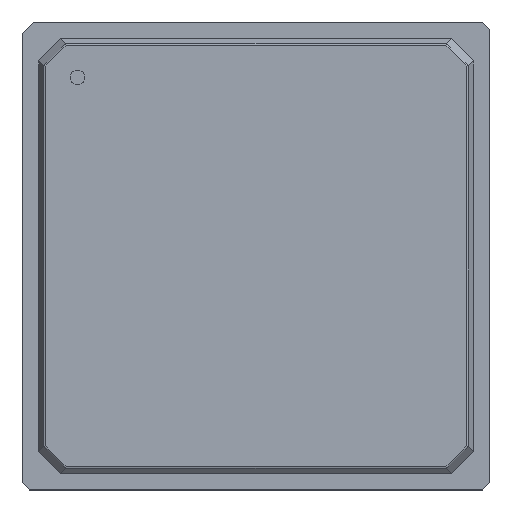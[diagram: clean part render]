
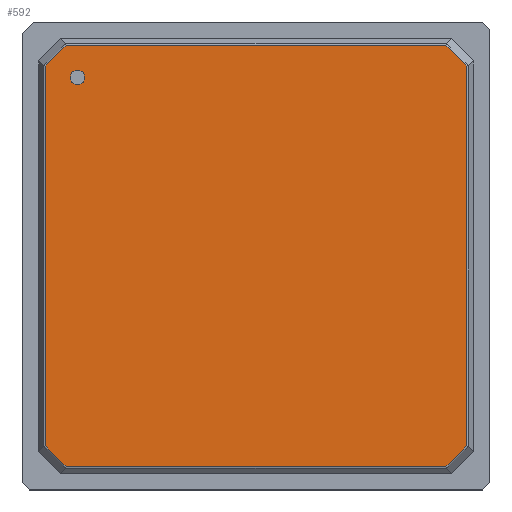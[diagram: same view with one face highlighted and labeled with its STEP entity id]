
A CAD part, top view. The second image highlights one B-rep face of the part: STEP entity #592.
In plain terms, the highlighted planar face has unit normal (0, 0, 1).
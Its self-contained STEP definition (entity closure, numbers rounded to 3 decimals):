
#152 = VERTEX_POINT('',#153);
#153 = CARTESIAN_POINT('',(-14.557,13.108,2.5));
#199 = VERTEX_POINT('',#200);
#200 = CARTESIAN_POINT('',(-14.557,-13.108,2.5));
#215 = EDGE_CURVE('',#199,#152,#216,.T.);
#216 = B_SPLINE_CURVE_WITH_KNOTS('',2,(#217,#218,#219,#220,#221),
.UNSPECIFIED.,.F.,.F.,(3,1,1,3),(-1.35,-0.065,
26.308,27.593),.UNSPECIFIED.);
#217 = CARTESIAN_POINT('',(-14.557,-14.471,2.5));
#218 = CARTESIAN_POINT('',(-14.557,-13.829,2.5));
#219 = CARTESIAN_POINT('',(-14.557,0.,2.5));
#220 = CARTESIAN_POINT('',(-14.557,13.829,2.5));
#221 = CARTESIAN_POINT('',(-14.557,14.471,2.5));
#276 = EDGE_CURVE('',#152,#277,#279,.T.);
#277 = VERTEX_POINT('',#278);
#278 = CARTESIAN_POINT('',(-13.108,14.557,2.5));
#279 = LINE('',#280,#281);
#280 = CARTESIAN_POINT('',(-14.583,13.083,2.5));
#281 = VECTOR('',#282,1.);
#282 = DIRECTION('',(0.707,0.707,0.));
#333 = EDGE_CURVE('',#277,#334,#336,.T.);
#334 = VERTEX_POINT('',#335);
#335 = CARTESIAN_POINT('',(13.108,14.557,2.5));
#336 = B_SPLINE_CURVE_WITH_KNOTS('',2,(#337,#338,#339,#340,#341),
.UNSPECIFIED.,.F.,.F.,(3,1,1,3),(-1.35,-0.065,
26.308,27.593),.UNSPECIFIED.);
#337 = CARTESIAN_POINT('',(-14.471,14.557,2.5));
#338 = CARTESIAN_POINT('',(-13.829,14.557,2.5));
#339 = CARTESIAN_POINT('',(0.,14.557,2.5));
#340 = CARTESIAN_POINT('',(13.829,14.557,2.5));
#341 = CARTESIAN_POINT('',(14.471,14.557,2.5));
#592 = ADVANCED_FACE('',(#593,#640),#651,.F.);
#593 = FACE_BOUND('',#594,.F.);
#594 = EDGE_LOOP('',(#595,#605,#615,#621,#622,#623,#624,#632));
#595 = ORIENTED_EDGE('',*,*,#596,.T.);
#596 = EDGE_CURVE('',#597,#599,#601,.T.);
#597 = VERTEX_POINT('',#598);
#598 = CARTESIAN_POINT('',(14.557,-13.108,2.5));
#599 = VERTEX_POINT('',#600);
#600 = CARTESIAN_POINT('',(13.108,-14.557,2.5));
#601 = LINE('',#602,#603);
#602 = CARTESIAN_POINT('',(14.583,-13.083,2.5));
#603 = VECTOR('',#604,1.);
#604 = DIRECTION('',(-0.707,-0.707,0.));
#605 = ORIENTED_EDGE('',*,*,#606,.T.);
#606 = EDGE_CURVE('',#599,#607,#609,.T.);
#607 = VERTEX_POINT('',#608);
#608 = CARTESIAN_POINT('',(-13.108,-14.557,2.5));
#609 = B_SPLINE_CURVE_WITH_KNOTS('',2,(#610,#611,#612,#613,#614),
.UNSPECIFIED.,.F.,.F.,(3,1,1,3),(-1.35,-0.065,
26.308,27.593),.UNSPECIFIED.);
#610 = CARTESIAN_POINT('',(14.471,-14.557,2.5));
#611 = CARTESIAN_POINT('',(13.829,-14.557,2.5));
#612 = CARTESIAN_POINT('',(0.,-14.557,2.5));
#613 = CARTESIAN_POINT('',(-13.829,-14.557,2.5));
#614 = CARTESIAN_POINT('',(-14.471,-14.557,2.5));
#615 = ORIENTED_EDGE('',*,*,#616,.T.);
#616 = EDGE_CURVE('',#607,#199,#617,.T.);
#617 = LINE('',#618,#619);
#618 = CARTESIAN_POINT('',(-13.083,-14.583,2.5));
#619 = VECTOR('',#620,1.);
#620 = DIRECTION('',(-0.707,0.707,0.));
#621 = ORIENTED_EDGE('',*,*,#215,.T.);
#622 = ORIENTED_EDGE('',*,*,#276,.T.);
#623 = ORIENTED_EDGE('',*,*,#333,.T.);
#624 = ORIENTED_EDGE('',*,*,#625,.T.);
#625 = EDGE_CURVE('',#334,#626,#628,.T.);
#626 = VERTEX_POINT('',#627);
#627 = CARTESIAN_POINT('',(14.557,13.108,2.5));
#628 = LINE('',#629,#630);
#629 = CARTESIAN_POINT('',(13.083,14.583,2.5));
#630 = VECTOR('',#631,1.);
#631 = DIRECTION('',(0.707,-0.707,0.));
#632 = ORIENTED_EDGE('',*,*,#633,.T.);
#633 = EDGE_CURVE('',#626,#597,#634,.T.);
#634 = B_SPLINE_CURVE_WITH_KNOTS('',2,(#635,#636,#637,#638,#639),
.UNSPECIFIED.,.F.,.F.,(3,1,1,3),(-1.35,-0.065,
26.308,27.593),.UNSPECIFIED.);
#635 = CARTESIAN_POINT('',(14.557,14.471,2.5));
#636 = CARTESIAN_POINT('',(14.557,13.829,2.5));
#637 = CARTESIAN_POINT('',(14.557,0.,2.5));
#638 = CARTESIAN_POINT('',(14.557,-13.829,2.5));
#639 = CARTESIAN_POINT('',(14.557,-14.471,2.5));
#640 = FACE_BOUND('',#641,.F.);
#641 = EDGE_LOOP('',(#642));
#642 = ORIENTED_EDGE('',*,*,#643,.F.);
#643 = EDGE_CURVE('',#644,#644,#646,.T.);
#644 = VERTEX_POINT('',#645);
#645 = CARTESIAN_POINT('',(-12.322,11.822,2.5));
#646 = CIRCLE('',#647,0.5);
#647 = AXIS2_PLACEMENT_3D('',#648,#649,#650);
#648 = CARTESIAN_POINT('',(-12.322,12.322,2.5));
#649 = DIRECTION('',(0.,0.,-1.));
#650 = DIRECTION('',(0.,-1.,0.));
#651 = PLANE('',#652);
#652 = AXIS2_PLACEMENT_3D('',#653,#654,#655);
#653 = CARTESIAN_POINT('',(-14.622,13.122,2.5));
#654 = DIRECTION('',(0.,0.,-1.));
#655 = DIRECTION('',(0.744,-0.668,0.));
